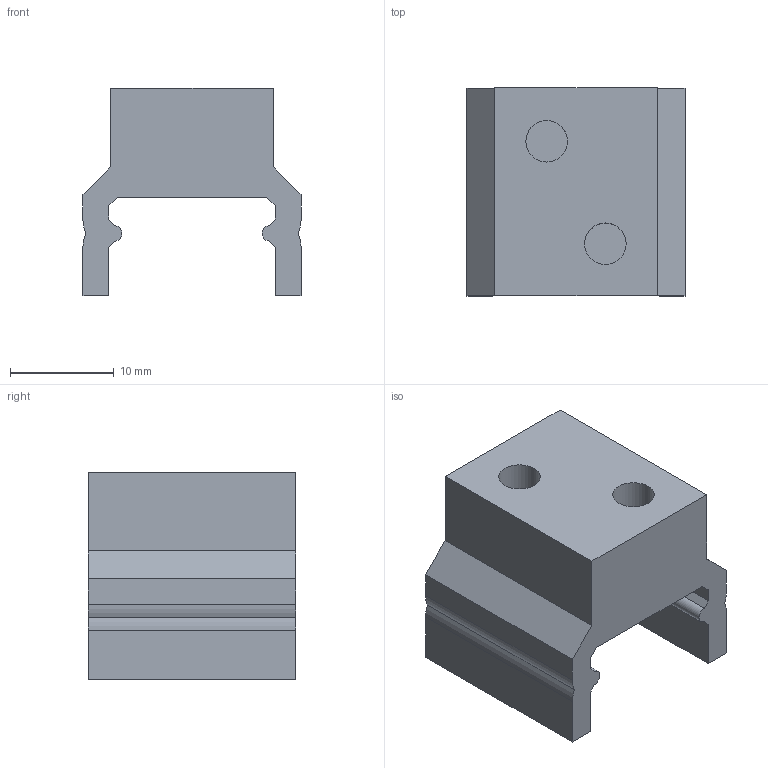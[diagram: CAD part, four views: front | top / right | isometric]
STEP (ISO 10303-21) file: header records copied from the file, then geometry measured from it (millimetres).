
FILE_DESCRIPTION(/* description */ (''),/* implementation_level */ '2;1');
FILE_NAME(/* name */ 'MGNBrakcet1.step',/* time_stamp */ '2026-01-06T23:08:40-06:00',/* author */ (''),/* organization */ (''),/* preprocessor_version */ 'ST-DEVELOPER v20.1',/* originating_system */ 'Autodesk Translation Framework v14.21.0.0',/* authorisation */ '');
FILE_SCHEMA (('AUTOMOTIVE_DESIGN { 1 0 10303 214 3 1 1 }'));
Length unit declared in the file: millimetre
Products named in the file (1): MGNBrakcet1
Bounding box: 21 x 20 x 20 mm (x, y, z)
Volume: 4236.7 mm3; surface area: 2690.4 mm2
Topology: 1 solids, 1 shells, 34 faces, 90 edges, 60 vertices
Faces by surface type: plane 26, cylinder 8
Full cylindrical faces by diameter (mm): 4 x2
Entity records: 1083 total; most frequent: CARTESIAN_POINT 185, ORIENTED_EDGE 180, DIRECTION 176, EDGE_CURVE 90, LINE 74, VECTOR 74, VERTEX_POINT 60, AXIS2_PLACEMENT_3D 51
